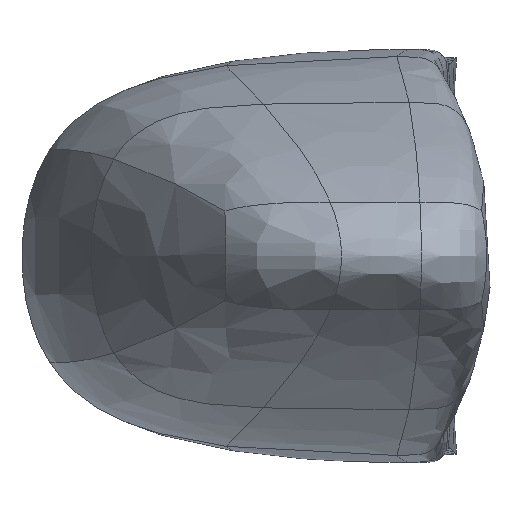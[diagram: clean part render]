
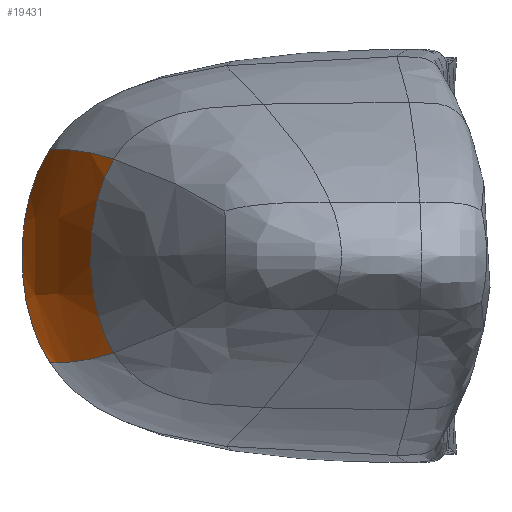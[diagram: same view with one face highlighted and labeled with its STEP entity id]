
A CAD part, left-side view. The second image highlights one B-rep face of the part: STEP entity #19431.
In plain terms, the highlighted free-form (B-spline) face has degree [3, 3] with [4, 4] control points.
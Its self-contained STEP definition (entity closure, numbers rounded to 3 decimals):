
#19083 = VERTEX_POINT('',#19084);
#19084 = CARTESIAN_POINT('',(-284.728,421.938,
    -356.2));
#19102 = EDGE_CURVE('',#19083,#19103,#19105,.T.);
#19103 = VERTEX_POINT('',#19104);
#19104 = CARTESIAN_POINT('',(-284.728,421.938,
    -99.204));
#19105 = B_SPLINE_CURVE_WITH_KNOTS('',6,(#19106,#19107,#19108,#19109,
    #19110,#19111,#19112,#19113,#19114,#19115,#19116,#19117,#19118,
    #19119,#19120),.UNSPECIFIED.,.F.,.F.,(7,4,4,7),(0.,1.,3.,4.),
  .UNSPECIFIED.);
#19106 = CARTESIAN_POINT('',(-284.728,421.938,
    -356.2));
#19107 = CARTESIAN_POINT('',(-284.589,427.058,
    -348.019));
#19108 = CARTESIAN_POINT('',(-284.464,431.665,
    -339.081));
#19109 = CARTESIAN_POINT('',(-284.352,435.761,
    -329.478));
#19110 = CARTESIAN_POINT('',(-284.255,439.345,
    -319.307));
#19111 = CARTESIAN_POINT('',(-284.004,448.559,
    -287.372));
#19112 = CARTESIAN_POINT('',(-283.878,453.167,
    -252.025));
#19113 = CARTESIAN_POINT('',(-283.851,454.191,
    -227.702));
#19114 = CARTESIAN_POINT('',(-283.878,453.167,
    -203.378));
#19115 = CARTESIAN_POINT('',(-284.004,448.559,
    -168.031));
#19116 = CARTESIAN_POINT('',(-284.255,439.345,
    -136.096));
#19117 = CARTESIAN_POINT('',(-284.352,435.761,
    -125.925));
#19118 = CARTESIAN_POINT('',(-284.464,431.665,
    -116.323));
#19119 = CARTESIAN_POINT('',(-284.589,427.058,
    -107.384));
#19120 = CARTESIAN_POINT('',(-284.728,421.938,
    -99.204));
#19431 = ADVANCED_FACE('',(#19432),#19460,.T.);
#19432 = FACE_BOUND('',#19433,.T.);
#19433 = EDGE_LOOP('',(#19434,#19443,#19444,#19453));
#19434 = ORIENTED_EDGE('',*,*,#19435,.T.);
#19435 = EDGE_CURVE('',#19436,#19103,#19438,.T.);
#19436 = VERTEX_POINT('',#19437);
#19437 = CARTESIAN_POINT('',(0.696,507.482,
    -87.503));
#19438 = B_SPLINE_CURVE_WITH_KNOTS('',3,(#19439,#19440,#19441,#19442),
  .UNSPECIFIED.,.F.,.F.,(4,4),(0.,4.),.PIECEWISE_BEZIER_KNOTS.);
#19439 = CARTESIAN_POINT('',(0.696,507.482,
    -87.503));
#19440 = CARTESIAN_POINT('',(-86.239,503.428,
    -86.265));
#19441 = CARTESIAN_POINT('',(-168.95,471.519,
    -83.765));
#19442 = CARTESIAN_POINT('',(-284.728,421.938,
    -99.204));
#19443 = ORIENTED_EDGE('',*,*,#19102,.F.);
#19444 = ORIENTED_EDGE('',*,*,#19445,.F.);
#19445 = EDGE_CURVE('',#19446,#19083,#19448,.T.);
#19446 = VERTEX_POINT('',#19447);
#19447 = CARTESIAN_POINT('',(0.696,507.482,
    -367.9));
#19448 = B_SPLINE_CURVE_WITH_KNOTS('',3,(#19449,#19450,#19451,#19452),
  .UNSPECIFIED.,.F.,.F.,(4,4),(0.,4.),.PIECEWISE_BEZIER_KNOTS.);
#19449 = CARTESIAN_POINT('',(0.696,507.482,
    -367.9));
#19450 = CARTESIAN_POINT('',(-86.239,503.428,
    -369.138));
#19451 = CARTESIAN_POINT('',(-168.95,471.519,
    -371.639));
#19452 = CARTESIAN_POINT('',(-284.728,421.938,
    -356.2));
#19453 = ORIENTED_EDGE('',*,*,#19454,.F.);
#19454 = EDGE_CURVE('',#19436,#19446,#19455,.T.);
#19455 = B_SPLINE_CURVE_WITH_KNOTS('',3,(#19456,#19457,#19458,#19459),
  .UNSPECIFIED.,.F.,.F.,(4,4),(0.,4.),.PIECEWISE_BEZIER_KNOTS.);
#19456 = CARTESIAN_POINT('',(0.696,507.482,
    -87.503));
#19457 = CARTESIAN_POINT('',(0.696,555.709,
    -163.575));
#19458 = CARTESIAN_POINT('',(0.696,555.709,
    -291.828));
#19459 = CARTESIAN_POINT('',(0.696,507.482,
    -367.9));
#19460 = B_SPLINE_SURFACE_WITH_KNOTS('',3,3,(
    (#19461,#19462,#19463,#19464)
    ,(#19465,#19466,#19467,#19468)
    ,(#19469,#19470,#19471,#19472)
    ,(#19473,#19474,#19475,#19476
    )),.UNSPECIFIED.,.F.,.F.,.F.,(4,4),(4,4),(0.,4.),(0.,4.),
  .PIECEWISE_BEZIER_KNOTS.);
#19461 = CARTESIAN_POINT('',(0.696,507.482,
    -87.503));
#19462 = CARTESIAN_POINT('',(0.696,555.709,
    -163.575));
#19463 = CARTESIAN_POINT('',(0.696,555.709,
    -291.828));
#19464 = CARTESIAN_POINT('',(0.696,507.482,
    -367.9));
#19465 = CARTESIAN_POINT('',(-86.239,503.428,
    -86.265));
#19466 = CARTESIAN_POINT('',(-86.239,551.15,
    -161.761));
#19467 = CARTESIAN_POINT('',(-86.239,551.15,
    -293.642));
#19468 = CARTESIAN_POINT('',(-86.239,503.428,
    -369.138));
#19469 = CARTESIAN_POINT('',(-168.95,471.519,
    -83.765));
#19470 = CARTESIAN_POINT('',(-168.95,516.377,
    -158.122));
#19471 = CARTESIAN_POINT('',(-168.95,516.377,
    -297.281));
#19472 = CARTESIAN_POINT('',(-168.95,471.519,
    -371.639));
#19473 = CARTESIAN_POINT('',(-284.728,421.938,
    -99.204));
#19474 = CARTESIAN_POINT('',(-283.614,462.894,
    -164.647));
#19475 = CARTESIAN_POINT('',(-283.614,462.894,
    -290.756));
#19476 = CARTESIAN_POINT('',(-284.728,421.938,
    -356.2));
